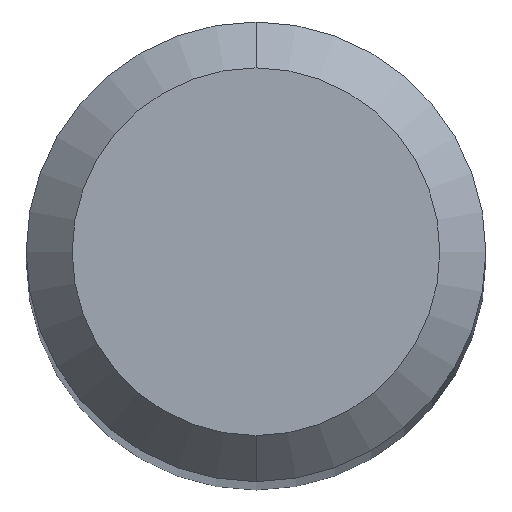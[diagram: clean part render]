
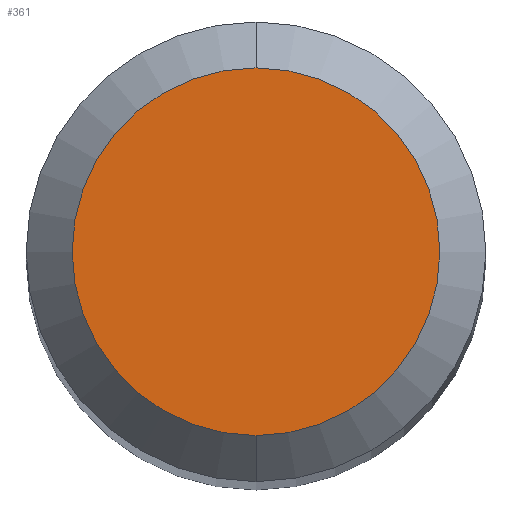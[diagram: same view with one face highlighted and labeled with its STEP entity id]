
A CAD part, top view. The second image highlights one B-rep face of the part: STEP entity #361.
In plain terms, the highlighted planar face has unit normal (0, 0, 1).
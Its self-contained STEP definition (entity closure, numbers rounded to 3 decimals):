
#207=VERTEX_POINT('',#517);
#209=EDGE_CURVE('',#337,#207,#519,.T.);
#337=VERTEX_POINT('',#657);
#361=ADVANCED_FACE('',(#682),#683,.T.);
#447=EDGE_CURVE('',#207,#337,#783,.T.);
#517=CARTESIAN_POINT('',(0.0,1.2,0.0));
#519=CIRCLE('',#887,1.2);
#657=CARTESIAN_POINT('',(0.,-1.2,0.0));
#682=FACE_OUTER_BOUND('',#1241,.T.);
#683=PLANE('',#1242);
#783=CIRCLE('',#1421,1.2);
#887=AXIS2_PLACEMENT_3D('',#1479,#1480,#1481);
#1241=EDGE_LOOP('',(#1632,#1633));
#1242=AXIS2_PLACEMENT_3D('',#1634,#1635,#1636);
#1421=AXIS2_PLACEMENT_3D('',#1789,#1790,#1791);
#1479=CARTESIAN_POINT('',(0.0,0.0,0.0));
#1480=DIRECTION('',(0.0,0.0,-1.0));
#1481=DIRECTION('',(0.0,1.0,0.0));
#1632=ORIENTED_EDGE('',*,*,#447,.F.);
#1633=ORIENTED_EDGE('',*,*,#209,.F.);
#1634=CARTESIAN_POINT('',(0.0,0.6,0.0));
#1635=DIRECTION('',(-0.0,0.0,1.0));
#1636=DIRECTION('',(0.0,-1.0,0.0));
#1789=CARTESIAN_POINT('',(0.0,0.0,0.0));
#1790=DIRECTION('',(0.0,0.0,-1.0));
#1791=DIRECTION('',(0.0,1.0,0.0));
